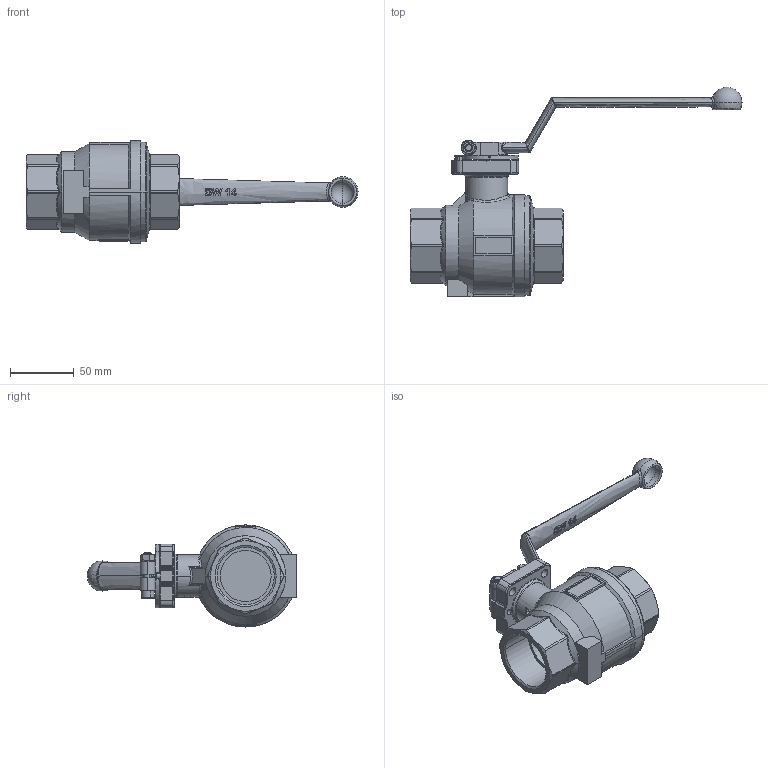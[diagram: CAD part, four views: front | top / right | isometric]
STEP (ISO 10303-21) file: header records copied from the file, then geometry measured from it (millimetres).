
FILE_DESCRIPTION(('STEP AP214'),'1');
FILE_NAME('valve_87s-dn-100-1_1_2.stp','2018-05-16T22:01:55',('TraceParts'),('TraceParts S.A.'),'Spatial InterOp 3D',' ',' ');
FILE_SCHEMA(('automotive_design'));
Length unit declared in the file: millimetre
Products named in the file (9): valve_87s-dn-100-1_1_2_1; valve_87s-dn-100-1_1_2_2; valve_87s-dn-100-1_1_2_3; valve_87s-dn-100-1_1_2_4; valve_87s-dn-100-1_1_2_5; valve_87s-dn-100-1_1_2_6; valve_87s-dn-100-1_1_2_7; valve_87s-dn-100-1_1_2_8; valve_87s-dn-100-1_1_2_9
Bounding box: 260 x 164.01 x 80 mm (x, y, z)
Volume: 415552.4 mm3; surface area: 89910.1 mm2
Topology: 9 solids, 9 shells, 749 faces, 2002 edges, 1302 vertices
Faces by surface type: plane 335, cylinder 170, bspline 116, cone 62, torus 60, sphere 6
Entity records: 34223 total; most frequent: CARTESIAN_POINT 10078, ORIENTED_EDGE 3976, DIRECTION 3445, EDGE_CURVE 1988, VERTEX_POINT 1302, AXIS2_PLACEMENT_3D 1244, LINE 957, VECTOR 957
